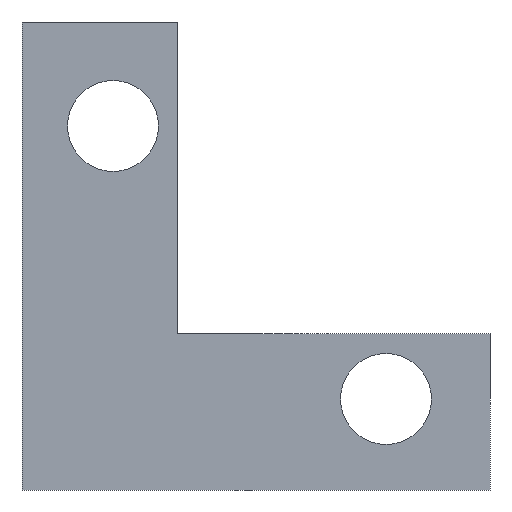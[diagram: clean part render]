
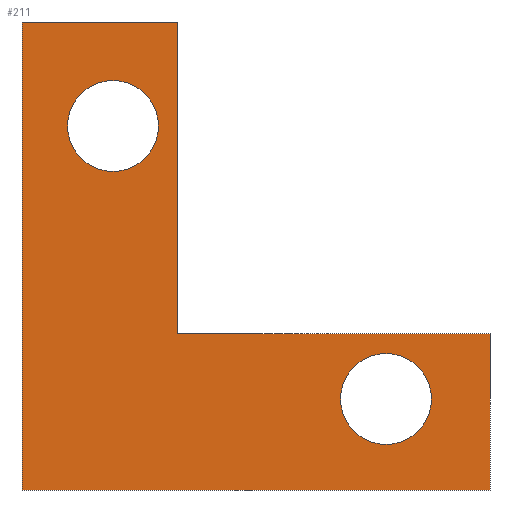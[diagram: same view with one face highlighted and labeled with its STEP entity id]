
A CAD part, front view. The second image highlights one B-rep face of the part: STEP entity #211.
In plain terms, the highlighted planar face has unit normal (0, -1, 0).
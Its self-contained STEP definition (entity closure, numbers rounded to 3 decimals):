
#5 = VECTOR ( 'NONE', #362, 1000. ) ;
#10 = EDGE_LOOP ( 'NONE', ( #376, #53 ) ) ;
#12 = DIRECTION ( 'NONE',  ( 0., 0., -1. ) ) ;
#13 = DIRECTION ( 'NONE',  ( 0., 0., 1. ) ) ;
#15 = VECTOR ( 'NONE', #171, 1000. ) ;
#19 = DIRECTION ( 'NONE',  ( 1., 0., 0. ) ) ;
#21 = CARTESIAN_POINT ( 'NONE',  ( 0., 0., -18. ) ) ;
#24 = ORIENTED_EDGE ( 'NONE', *, *, #39, .T. ) ;
#26 = VERTEX_POINT ( 'NONE', #193 ) ;
#29 = EDGE_CURVE ( 'NONE', #130, #64, #405, .T. ) ;
#30 = VECTOR ( 'NONE', #447, 1000. ) ;
#33 = LINE ( 'NONE', #138, #30 ) ;
#39 = EDGE_CURVE ( 'NONE', #156, #166, #258, .T. ) ;
#42 = EDGE_CURVE ( 'NONE', #87, #130, #295, .T. ) ;
#49 = ORIENTED_EDGE ( 'NONE', *, *, #146, .F. ) ;
#51 = CIRCLE ( 'NONE', #86, 1.75 ) ;
#53 = ORIENTED_EDGE ( 'NONE', *, *, #418, .T. ) ;
#64 = VERTEX_POINT ( 'NONE', #128 ) ;
#71 = CARTESIAN_POINT ( 'NONE',  ( 14., 0., -14.5 ) ) ;
#77 = AXIS2_PLACEMENT_3D ( 'NONE', #370, #437, #13 ) ;
#85 = VERTEX_POINT ( 'NONE', #434 ) ;
#86 = AXIS2_PLACEMENT_3D ( 'NONE', #304, #273, #368 ) ;
#87 = VERTEX_POINT ( 'NONE', #125 ) ;
#94 = CARTESIAN_POINT ( 'NONE',  ( 0., 0., 0. ) ) ;
#98 = CARTESIAN_POINT ( 'NONE',  ( 3.5, 0., -5.75 ) ) ;
#99 = EDGE_CURVE ( 'NONE', #64, #26, #260, .T. ) ;
#101 = CARTESIAN_POINT ( 'NONE',  ( 3.5, 0., -4. ) ) ;
#125 = CARTESIAN_POINT ( 'NONE',  ( 6., 0., 0. ) ) ;
#127 = LINE ( 'NONE', #21, #329 ) ;
#128 = CARTESIAN_POINT ( 'NONE',  ( 18., 0., -12. ) ) ;
#130 = VERTEX_POINT ( 'NONE', #445 ) ;
#131 = CARTESIAN_POINT ( 'NONE',  ( 14., 0., -12.75 ) ) ;
#138 = CARTESIAN_POINT ( 'NONE',  ( 6., 0., 0. ) ) ;
#139 = CARTESIAN_POINT ( 'NONE',  ( 3.5, 0., -2.25 ) ) ;
#146 = EDGE_CURVE ( 'NONE', #170, #87, #33, .T. ) ;
#156 = VERTEX_POINT ( 'NONE', #98 ) ;
#163 = ORIENTED_EDGE ( 'NONE', *, *, #347, .F. ) ;
#166 = VERTEX_POINT ( 'NONE', #139 ) ;
#170 = VERTEX_POINT ( 'NONE', #277 ) ;
#171 = DIRECTION ( 'NONE',  ( 0., 0., 1. ) ) ;
#179 = DIRECTION ( 'NONE',  ( 0., 1., 0. ) ) ;
#187 = EDGE_CURVE ( 'NONE', #166, #156, #289, .T. ) ;
#191 = CARTESIAN_POINT ( 'NONE',  ( 0., 0., 0. ) ) ;
#193 = CARTESIAN_POINT ( 'NONE',  ( 18., 0., -18. ) ) ;
#201 = EDGE_LOOP ( 'NONE', ( #438, #24 ) ) ;
#202 = EDGE_LOOP ( 'NONE', ( #49, #408, #163, #296, #403, #242 ) ) ;
#211 = ADVANCED_FACE ( 'NONE', ( #256, #286, #353 ), #386, .T. ) ;
#216 = DIRECTION ( 'NONE',  ( 0., 0., 1. ) ) ;
#227 = AXIS2_PLACEMENT_3D ( 'NONE', #101, #179, #216 ) ;
#229 = CARTESIAN_POINT ( 'NONE',  ( 18., 0., -18. ) ) ;
#242 = ORIENTED_EDGE ( 'NONE', *, *, #42, .F. ) ;
#250 = DIRECTION ( 'NONE',  ( 0., 1., 0. ) ) ;
#254 = EDGE_CURVE ( 'NONE', #435, #85, #446, .T. ) ;
#256 = FACE_BOUND ( 'NONE', #201, .T. ) ;
#258 = CIRCLE ( 'NONE', #77, 1.75 ) ;
#260 = LINE ( 'NONE', #229, #5 ) ;
#269 = CARTESIAN_POINT ( 'NONE',  ( 6., 0., -12. ) ) ;
#273 = DIRECTION ( 'NONE',  ( 0., 1., 0. ) ) ;
#277 = CARTESIAN_POINT ( 'NONE',  ( 0., 0., 0. ) ) ;
#286 = FACE_BOUND ( 'NONE', #10, .T. ) ;
#289 = CIRCLE ( 'NONE', #227, 1.75 ) ;
#290 = CARTESIAN_POINT ( 'NONE',  ( 18., 0., -12. ) ) ;
#293 = VERTEX_POINT ( 'NONE', #441 ) ;
#294 = DIRECTION ( 'NONE',  ( 0., 0., 1. ) ) ;
#295 = LINE ( 'NONE', #269, #377 ) ;
#296 = ORIENTED_EDGE ( 'NONE', *, *, #99, .F. ) ;
#304 = CARTESIAN_POINT ( 'NONE',  ( 14., 0., -14.5 ) ) ;
#323 = EDGE_CURVE ( 'NONE', #293, #170, #341, .T. ) ;
#326 = DIRECTION ( 'NONE',  ( 0., 0., -1. ) ) ;
#328 = DIRECTION ( 'NONE',  ( -1., 0., 0. ) ) ;
#329 = VECTOR ( 'NONE', #328, 1000. ) ;
#341 = LINE ( 'NONE', #94, #15 ) ;
#347 = EDGE_CURVE ( 'NONE', #26, #293, #127, .T. ) ;
#349 = AXIS2_PLACEMENT_3D ( 'NONE', #71, #250, #294 ) ;
#350 = DIRECTION ( 'NONE',  ( 0., -1., 0. ) ) ;
#353 = FACE_OUTER_BOUND ( 'NONE', #202, .T. ) ;
#362 = DIRECTION ( 'NONE',  ( 0., 0., -1. ) ) ;
#368 = DIRECTION ( 'NONE',  ( 0., 0., 1. ) ) ;
#370 = CARTESIAN_POINT ( 'NONE',  ( 3.5, 0., -4. ) ) ;
#376 = ORIENTED_EDGE ( 'NONE', *, *, #254, .T. ) ;
#377 = VECTOR ( 'NONE', #326, 1000. ) ;
#386 = PLANE ( 'NONE',  #388 ) ;
#388 = AXIS2_PLACEMENT_3D ( 'NONE', #191, #350, #12 ) ;
#403 = ORIENTED_EDGE ( 'NONE', *, *, #29, .F. ) ;
#405 = LINE ( 'NONE', #290, #414 ) ;
#408 = ORIENTED_EDGE ( 'NONE', *, *, #323, .F. ) ;
#414 = VECTOR ( 'NONE', #19, 1000. ) ;
#418 = EDGE_CURVE ( 'NONE', #85, #435, #51, .T. ) ;
#434 = CARTESIAN_POINT ( 'NONE',  ( 14., 0., -16.25 ) ) ;
#435 = VERTEX_POINT ( 'NONE', #131 ) ;
#437 = DIRECTION ( 'NONE',  ( 0., 1., 0. ) ) ;
#438 = ORIENTED_EDGE ( 'NONE', *, *, #187, .T. ) ;
#441 = CARTESIAN_POINT ( 'NONE',  ( 0., 0., -18. ) ) ;
#445 = CARTESIAN_POINT ( 'NONE',  ( 6., 0., -12. ) ) ;
#446 = CIRCLE ( 'NONE', #349, 1.75 ) ;
#447 = DIRECTION ( 'NONE',  ( 1., 0., 0. ) ) ;
